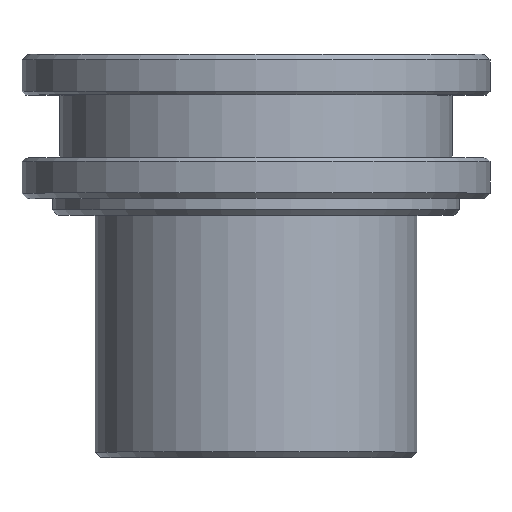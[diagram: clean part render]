
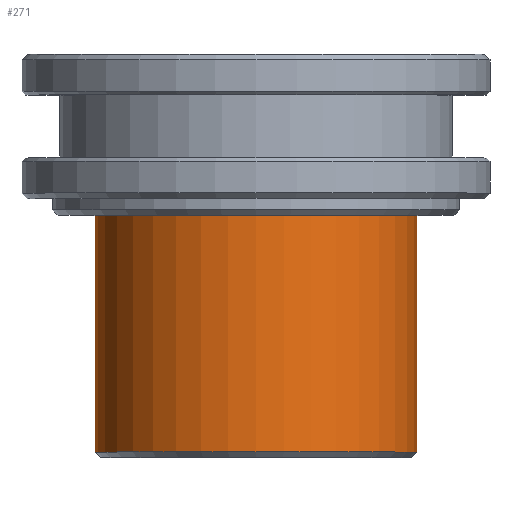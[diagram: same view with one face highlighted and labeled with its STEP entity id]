
A CAD part, top view. The second image highlights one B-rep face of the part: STEP entity #271.
In plain terms, the highlighted cylindrical face has radius 8.7 mm (diameter 17.4 mm), a full revolution.
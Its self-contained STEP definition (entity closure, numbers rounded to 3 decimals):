
#15=CYLINDRICAL_SURFACE('',#314,8.7);
#35=LINE('',#472,#48);
#48=VECTOR('',#378,8.7);
#71=FACE_OUTER_BOUND('',#92,.T.);
#92=EDGE_LOOP('',(#215,#216,#217,#218));
#120=CIRCLE('',#312,8.7);
#121=CIRCLE('',#315,8.7);
#142=VERTEX_POINT('',#466);
#143=VERTEX_POINT('',#471);
#168=EDGE_CURVE('',#142,#142,#120,.T.);
#169=EDGE_CURVE('',#142,#143,#35,.T.);
#170=EDGE_CURVE('',#143,#143,#121,.T.);
#215=ORIENTED_EDGE('',*,*,#168,.F.);
#216=ORIENTED_EDGE('',*,*,#169,.T.);
#217=ORIENTED_EDGE('',*,*,#170,.T.);
#218=ORIENTED_EDGE('',*,*,#169,.F.);
#271=ADVANCED_FACE('',(#71),#15,.T.);
#312=AXIS2_PLACEMENT_3D('',#468,#372,#373);
#314=AXIS2_PLACEMENT_3D('',#470,#376,#377);
#315=AXIS2_PLACEMENT_3D('',#473,#379,#380);
#372=DIRECTION('center_axis',(0.,-1.,0.));
#373=DIRECTION('ref_axis',(1.,0.,0.));
#376=DIRECTION('center_axis',(0.,-1.,0.));
#377=DIRECTION('ref_axis',(1.,0.,0.));
#378=DIRECTION('',(0.,1.,0.));
#379=DIRECTION('center_axis',(0.,-1.,0.));
#380=DIRECTION('ref_axis',(1.,0.,0.));
#466=CARTESIAN_POINT('',(-8.7,-13.7,0.));
#468=CARTESIAN_POINT('Origin',(0.,-13.7,0.));
#470=CARTESIAN_POINT('Origin',(0.,0.,0.));
#471=CARTESIAN_POINT('',(-8.7,-0.9,0.));
#472=CARTESIAN_POINT('',(-8.7,0.,0.));
#473=CARTESIAN_POINT('Origin',(0.,-0.9,0.));
